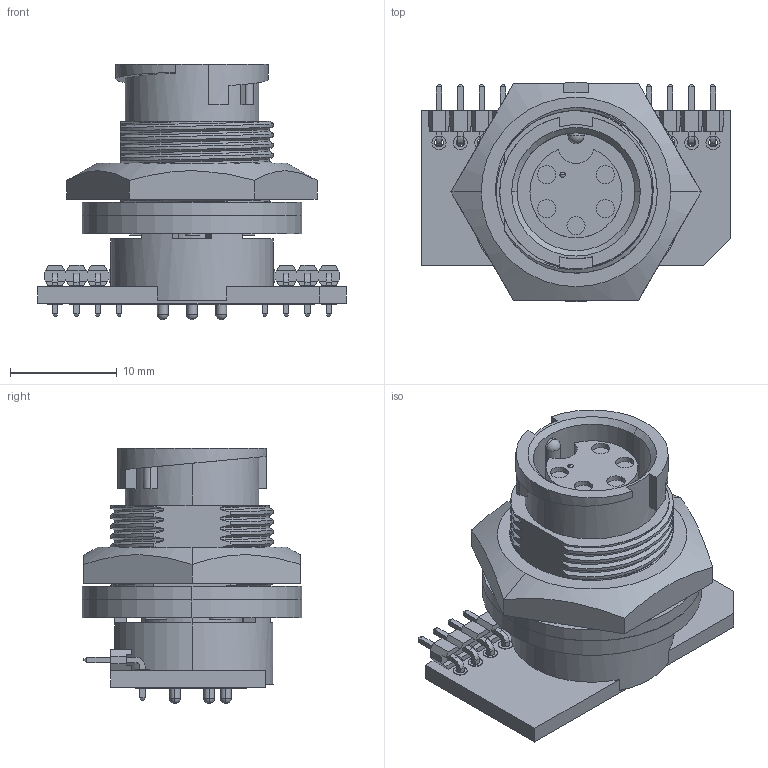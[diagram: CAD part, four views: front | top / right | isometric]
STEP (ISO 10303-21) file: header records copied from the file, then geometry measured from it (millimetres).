
FILE_DESCRIPTION (( 'STEP AP203' ), '1' );
FILE_NAME ('7251-5SG-300.STEP', '2019-01-03T15:40:53', ( '' ), ( '' ), 'SwSTEP 2.0', 'SolidWorks 2017', '' );
FILE_SCHEMA (( 'CONFIG_CONTROL_DESIGN' ));
Products named in the file (1): 7251-5SG-300
Bounding box: 28.96 x 20.62 x 23.95 mm (x, y, z)
Volume: 4135.7 mm3; surface area: 4898.6 mm2
Topology: 2 solids, 2 shells, 687 faces, 1798 edges, 1169 vertices
Faces by surface type: plane 411, cylinder 192, bspline 62, torus 10, cone 7, sphere 5
Entity records: 35031 total; most frequent: CARTESIAN_POINT 18329, ORIENTED_EDGE 3596, DIRECTION 3218, EDGE_CURVE 1798, LINE 1202, VECTOR 1202, VERTEX_POINT 1169, AXIS2_PLACEMENT_3D 1008
